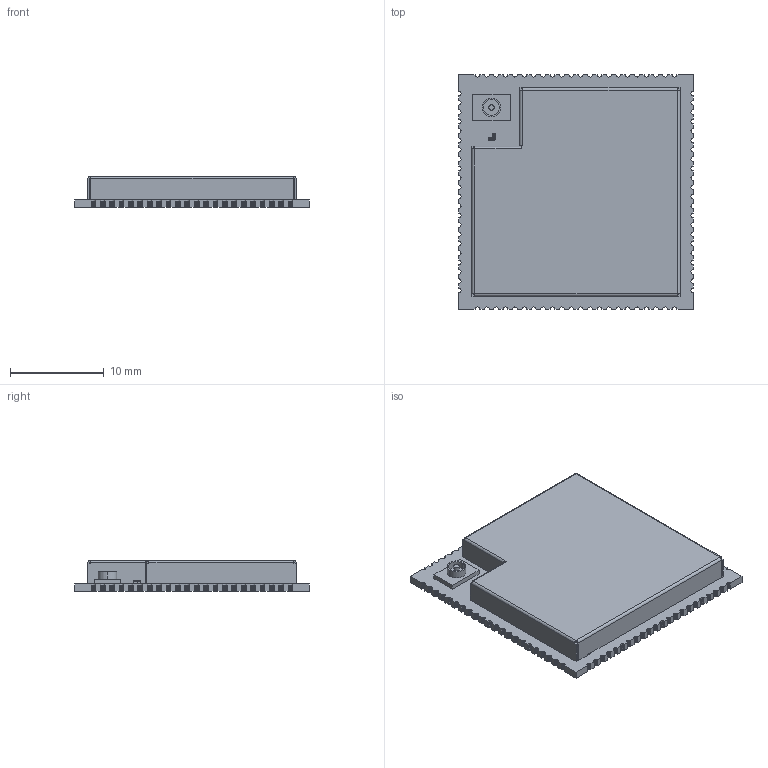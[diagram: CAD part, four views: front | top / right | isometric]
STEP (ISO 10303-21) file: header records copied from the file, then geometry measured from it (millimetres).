
FILE_DESCRIPTION((''),'2;1');
FILE_NAME('ESP32-P4-MODULE_ASM','2025-07-30T10:04:07',('xiaojisheng'),(''),'CREO PARAMETRIC BY PTC INC, 2021063','CREO PARAMETRIC BY PTC INC, 2021063','');
FILE_SCHEMA(('CONFIG_CONTROL_DESIGN','SHAPE_APPEARANCE_LAYERS_GROUPS'));
Products named in the file (125): BOARD; USER_LIBRARY-RES_0603-0201_1; USER_LIBRARY-RES_0603-0201_2; USER_LIBRARY-RES_0603-0201_3; USER_LIBRARY-RES_0603-0201_4; USER_LIBRARY-RES_0603-0201_ASM; R2_ASM; R99_ASM; USER_LIBRARY-0201_0603M__CAP_1; USER_LIBRARY-0201_0603M__CAP_2; USER_LIBRARY-0201_0603M__CAP_3; USER_LIBRARY-0201_0603M__CAP_ASM; C115_ASM; C110_ASM; C111_ASM; L0201_1; L0201_2; L0201_3; L0201_ASM; L5_ASM; L6_ASM; R75_ASM; R82_ASM; R1_ASM; EXTRUDED-85053; _1874818176_ASM; U12_ASM; EXTRUDED-85448; 1106972240_ASM; Y3_ASM; Y1_ASM; EXTRUDED-85871; 502919184_ASM; U8_ASM; EXTRUDED-86290; 454168256_ASM; EXTRUDED-86687; 454168000_ASM; U7_ASM; R87_ASM ...
Assembly tree (206 placements, depth 7):
  ESP32-P4-MODULE_ASM
    PCB_ASM
      BOARD
      R2_ASM
        USER_LIBRARY-RES_0603-0201_ASM
          USER_LIBRARY-RES_0603-0201_1
          USER_LIBRARY-RES_0603-0201_2
          USER_LIBRARY-RES_0603-0201_3
          USER_LIBRARY-RES_0603-0201_4
      R99_ASM
        USER_LIBRARY-RES_0603-0201_ASM
          USER_LIBRARY-RES_0603-0201_1
          USER_LIBRARY-RES_0603-0201_2
          USER_LIBRARY-RES_0603-0201_3
          USER_LIBRARY-RES_0603-0201_4
      C115_ASM
        USER_LIBRARY-0201_0603M__CAP_ASM
          USER_LIBRARY-0201_0603M__CAP_1
          USER_LIBRARY-0201_0603M__CAP_2
          USER_LIBRARY-0201_0603M__CAP_3
      C110_ASM
        USER_LIBRARY-0201_0603M__CAP_ASM
          USER_LIBRARY-0201_0603M__CAP_1
          USER_LIBRARY-0201_0603M__CAP_2
          USER_LIBRARY-0201_0603M__CAP_3
      C111_ASM
        USER_LIBRARY-0201_0603M__CAP_ASM
          USER_LIBRARY-0201_0603M__CAP_1
          USER_LIBRARY-0201_0603M__CAP_2
          USER_LIBRARY-0201_0603M__CAP_3
      L5_ASM
        L0201_ASM
          L0201_1
          L0201_2
          L0201_3
      L6_ASM
        USER_LIBRARY-RES_0603-0201_ASM
          USER_LIBRARY-RES_0603-0201_1
          USER_LIBRARY-RES_0603-0201_2
          USER_LIBRARY-RES_0603-0201_3
          USER_LIBRARY-RES_0603-0201_4
      R75_ASM
        USER_LIBRARY-RES_0603-0201_ASM
          USER_LIBRARY-RES_0603-0201_1
          USER_LIBRARY-RES_0603-0201_2
          USER_LIBRARY-RES_0603-0201_3
          USER_LIBRARY-RES_0603-0201_4
      R82_ASM
        USER_LIBRARY-RES_0603-0201_ASM
          USER_LIBRARY-RES_0603-0201_1
          USER_LIBRARY-RES_0603-0201_2
          USER_LIBRARY-RES_0603-0201_3
          USER_LIBRARY-RES_0603-0201_4
      R1_ASM
        USER_LIBRARY-RES_0603-0201_ASM
          USER_LIBRARY-RES_0603-0201_1
          USER_LIBRARY-RES_0603-0201_2
          USER_LIBRARY-RES_0603-0201_3
          USER_LIBRARY-RES_0603-0201_4
      U12_ASM
Bounding box: 25 x 25 x 3.3 mm (x, y, z)
Volume: 896.4 mm3; surface area: 3289.6 mm2
Topology: 282 solids, 282 shells, 12738 faces, 33037 edges, 21304 vertices
Faces by surface type: plane 7733, extrusion 3385, cylinder 1188, sphere 432
Entity records: 73550 total; most frequent: CARTESIAN_POINT 14341, ORIENTED_EDGE 8816, DIRECTION 8393, PRESENTATION_STYLE_ASSIGNMENT 4716, STYLED_ITEM 4499, CURVE_STYLE 4476, EDGE_CURVE 4408, VECTOR 4079
